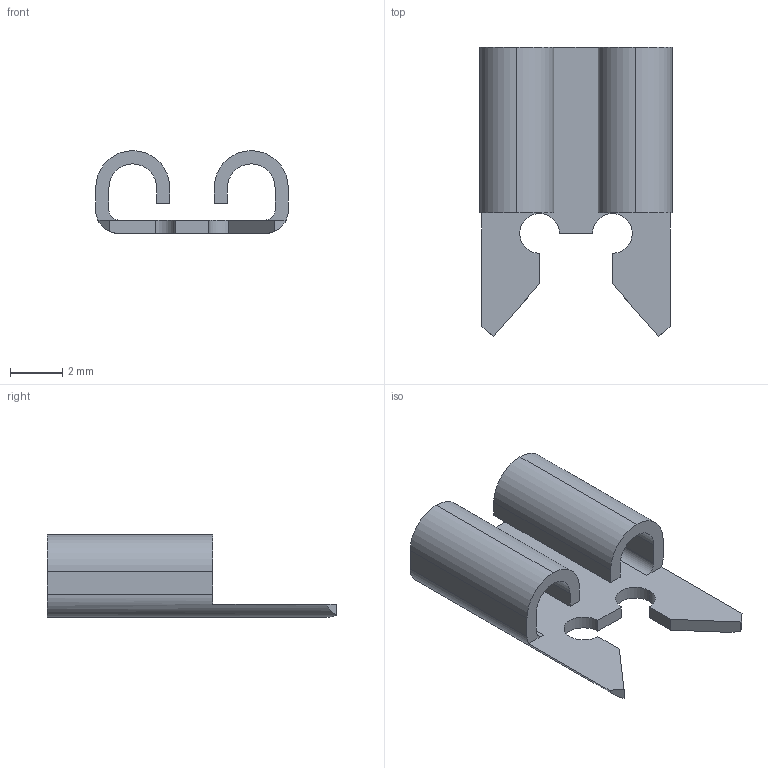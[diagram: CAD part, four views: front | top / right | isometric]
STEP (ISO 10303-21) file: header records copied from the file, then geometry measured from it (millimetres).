
FILE_DESCRIPTION (( 'STEP AP214' ), '1' );
FILE_NAME ('QuickConnect_Female_.25in_Keystone-3528.STEP', '2019-01-07T00:26:19', ( '' ), ( '' ), 'SwSTEP 2.0', 'SolidWorks 2017', '' );
FILE_SCHEMA (( 'AUTOMOTIVE_DESIGN' ));
Length unit declared in the file: inch
Products named in the file (1): QuickConnect_Female_.25in_Keystone-3528
Bounding box: 7.39 x 11.1 x 3.17 mm (x, y, z)
Volume: 65.2 mm3; surface area: 292.2 mm2
Topology: 1 solids, 1 shells, 37 faces, 105 edges, 70 vertices
Faces by surface type: plane 22, cylinder 15
Entity records: 1249 total; most frequent: CARTESIAN_POINT 225, ORIENTED_EDGE 210, DIRECTION 207, EDGE_CURVE 105, VECTOR 71, LINE 71, VERTEX_POINT 70, AXIS2_PLACEMENT_3D 68
